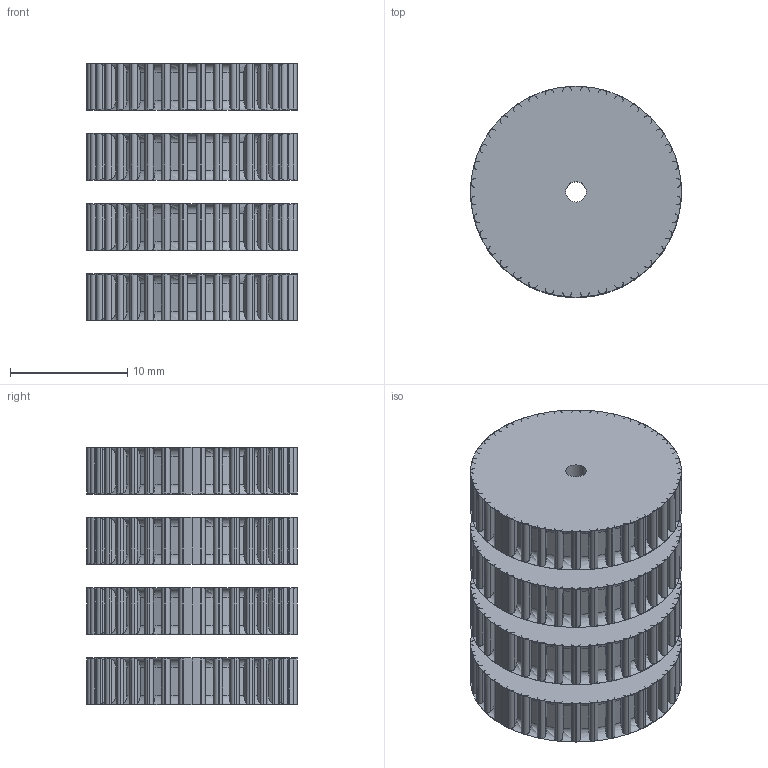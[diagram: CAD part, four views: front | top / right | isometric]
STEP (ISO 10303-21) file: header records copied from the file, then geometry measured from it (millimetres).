
FILE_DESCRIPTION(('HOOPS Exchange Step'),'2;1');
FILE_NAME('temp_export','2023-12-16T01:36:21-05:00',('jscotto'),('Shapr3D Limited'),'HOOPS Exchange 2023.2','Shapr3D','Authorized');
FILE_SCHEMA( ('AUTOMOTIVE_DESIGN { 1 0 10303 214 1 1 1 1 }') );
Length unit declared in the file: millimetre
Products named in the file (1): Spinning Base (White)
Bounding box: 18 x 18 x 22 mm (x, y, z)
Volume: 3674.1 mm3; surface area: 3857.8 mm2
Topology: 4 solids, 4 shells, 1324 faces, 3632 edges, 2316 vertices
Faces by surface type: cylinder 884, plane 440
Full cylindrical faces by diameter (mm): 1.75 x4
Entity records: 50797 total; most frequent: CARTESIAN_POINT 19369, ORIENTED_EDGE 7264, DIRECTION 5718, EDGE_CURVE 3632, VERTEX_POINT 2316, AXIS2_PLACEMENT_3D 2201, B_SPLINE_CURVE_WITH_KNOTS 1440, EDGE_LOOP 1332
